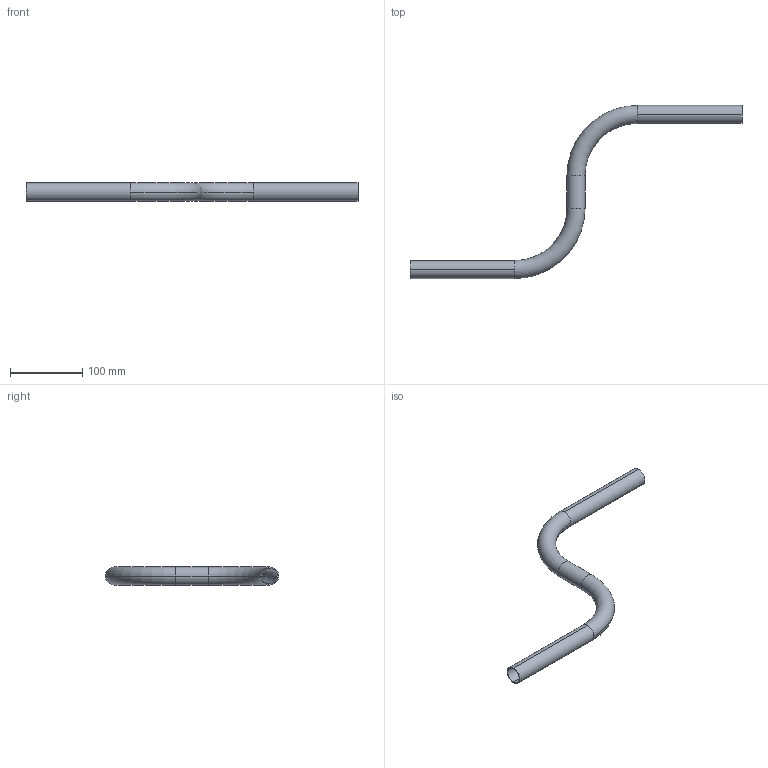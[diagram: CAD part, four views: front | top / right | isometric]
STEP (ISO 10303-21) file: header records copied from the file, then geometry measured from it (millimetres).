
FILE_DESCRIPTION (( 'STEP AP203' ), '1' );
FILE_NAME ('059.025.104.STEP', '2015-06-04T14:02:14', ( '' ), ( '' ), 'SwSTEP 2.0', 'SolidWorks 2012', '' );
FILE_SCHEMA (( 'CONFIG_CONTROL_DESIGN' ));
Length unit declared in the file: millimetre
Products named in the file (1): 059.025.104
Bounding box: 460 x 240 x 25 mm (x, y, z)
Volume: 66670.1 mm3; surface area: 89114.9 mm2
Topology: 1 solids, 1 shells, 22 faces, 52 edges, 32 vertices
Faces by surface type: cylinder 12, torus 8, plane 2
Entity records: 733 total; most frequent: DIRECTION 138, CARTESIAN_POINT 107, ORIENTED_EDGE 104, AXIS2_PLACEMENT_3D 63, EDGE_CURVE 52, CIRCLE 40, VERTEX_POINT 32, EDGE_LOOP 24
